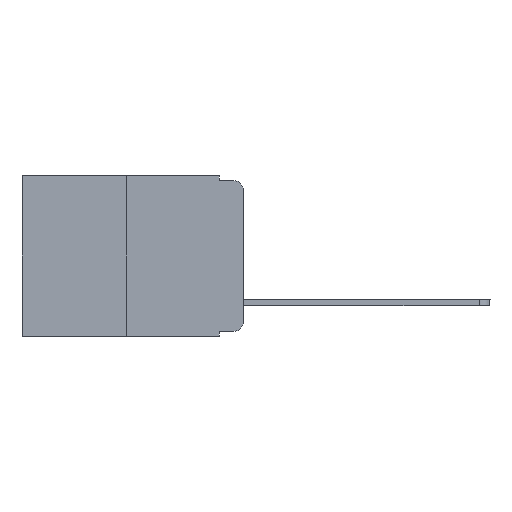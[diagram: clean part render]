
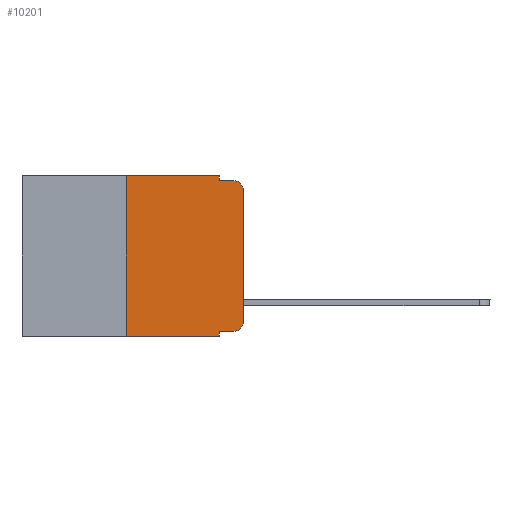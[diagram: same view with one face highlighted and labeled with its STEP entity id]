
A CAD part, left-side view. The second image highlights one B-rep face of the part: STEP entity #10201.
In plain terms, the highlighted planar face has unit normal (-1, 0, 0).
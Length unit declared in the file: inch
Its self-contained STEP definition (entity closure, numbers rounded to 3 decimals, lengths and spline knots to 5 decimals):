
#122 = EDGE_CURVE ( 'NONE', #5418, #8153, #5185, .T. ) ;
#440 = EDGE_CURVE ( 'NONE', #8166, #1232, #15270, .T. ) ;
#542 = DIRECTION ( 'NONE',  ( 0., 0., -1. ) ) ;
#846 = VECTOR ( 'NONE', #542, 39.37008 ) ;
#1232 = VERTEX_POINT ( 'NONE', #13543 ) ;
#1274 = ORIENTED_EDGE ( 'NONE', *, *, #11805, .T. ) ;
#1507 = VECTOR ( 'NONE', #18793, 39.37008 ) ;
#1656 = EDGE_CURVE ( 'NONE', #8153, #8726, #9067, .T. ) ;
#1811 = VERTEX_POINT ( 'NONE', #18753 ) ;
#2218 = DIRECTION ( 'NONE',  ( -1., 0., 0. ) ) ;
#2493 = VECTOR ( 'NONE', #15313, 39.37008 ) ;
#2518 = CARTESIAN_POINT ( 'NONE',  ( 0., 0.051, -0.01 ) ) ;
#2546 = ORIENTED_EDGE ( 'NONE', *, *, #5697, .T. ) ;
#3682 = DIRECTION ( 'NONE',  ( 0., 0., -1. ) ) ;
#4074 = ORIENTED_EDGE ( 'NONE', *, *, #19414, .T. ) ;
#4213 = VECTOR ( 'NONE', #3682, 39.37008 ) ;
#4527 = VECTOR ( 'NONE', #13246, 39.37008 ) ;
#4976 = DIRECTION ( 'NONE',  ( 0., 0., 1. ) ) ;
#5065 = DIRECTION ( 'NONE',  ( -1., 0., 0. ) ) ;
#5185 = LINE ( 'NONE', #11203, #12213 ) ;
#5232 = VECTOR ( 'NONE', #5566, 39.37008 ) ;
#5279 = ORIENTED_EDGE ( 'NONE', *, *, #440, .T. ) ;
#5418 = VERTEX_POINT ( 'NONE', #19055 ) ;
#5431 = CARTESIAN_POINT ( 'NONE',  ( 0., 0.02, -0.333 ) ) ;
#5566 = DIRECTION ( 'NONE',  ( 0., -1., 0. ) ) ;
#5697 = EDGE_CURVE ( 'NONE', #10488, #8166, #14168, .T. ) ;
#6190 = CARTESIAN_POINT ( 'NONE',  ( 0., 0.02, -0.313 ) ) ;
#6684 = VERTEX_POINT ( 'NONE', #9368 ) ;
#6747 = DIRECTION ( 'NONE',  ( 0., 0., 1. ) ) ;
#7215 = CARTESIAN_POINT ( 'NONE',  ( 0., 0.473, -0.343 ) ) ;
#7649 = AXIS2_PLACEMENT_3D ( 'NONE', #15852, #2218, #12391 ) ;
#7662 = CARTESIAN_POINT ( 'NONE',  ( 0., 0.25, 0. ) ) ;
#7838 = CARTESIAN_POINT ( 'NONE',  ( 0., 0., 0. ) ) ;
#8153 = VERTEX_POINT ( 'NONE', #7662 ) ;
#8164 = AXIS2_PLACEMENT_3D ( 'NONE', #6190, #5065, #9145 ) ;
#8166 = VERTEX_POINT ( 'NONE', #19472 ) ;
#8698 = LINE ( 'NONE', #7215, #4527 ) ;
#8703 = ORIENTED_EDGE ( 'NONE', *, *, #1656, .F. ) ;
#8726 = VERTEX_POINT ( 'NONE', #11369 ) ;
#9067 = LINE ( 'NONE', #15014, #2493 ) ;
#9145 = DIRECTION ( 'NONE',  ( 0., 0., -1. ) ) ;
#9300 = CARTESIAN_POINT ( 'NONE',  ( 0., 0.051, -0.343 ) ) ;
#9368 = CARTESIAN_POINT ( 'NONE',  ( 0., 0.051, -0.333 ) ) ;
#9920 = ORIENTED_EDGE ( 'NONE', *, *, #9947, .T. ) ;
#9947 = EDGE_CURVE ( 'NONE', #1232, #15112, #17778, .T. ) ;
#10068 = LINE ( 'NONE', #17605, #1507 ) ;
#10104 = LINE ( 'NONE', #2518, #5232 ) ;
#10201 = ADVANCED_FACE ( 'NONE', ( #18029 ), #13563, .F. ) ;
#10307 = VERTEX_POINT ( 'NONE', #9300 ) ;
#10325 = EDGE_CURVE ( 'NONE', #8726, #1811, #15538, .T. ) ;
#10397 = CARTESIAN_POINT ( 'NONE',  ( 0., 0.473, 0. ) ) ;
#10488 = VERTEX_POINT ( 'NONE', #5431 ) ;
#11188 = CARTESIAN_POINT ( 'NONE',  ( 0., 0.051, 0. ) ) ;
#11203 = CARTESIAN_POINT ( 'NONE',  ( 0., 0.25, 0. ) ) ;
#11369 = CARTESIAN_POINT ( 'NONE',  ( 0., 0.051, 0. ) ) ;
#11601 = ORIENTED_EDGE ( 'NONE', *, *, #14300, .F. ) ;
#11805 = EDGE_CURVE ( 'NONE', #5418, #10307, #8698, .T. ) ;
#12213 = VECTOR ( 'NONE', #6747, 39.37008 ) ;
#12214 = ORIENTED_EDGE ( 'NONE', *, *, #18929, .F. ) ;
#12391 = DIRECTION ( 'NONE',  ( 0., 0., -1. ) ) ;
#13246 = DIRECTION ( 'NONE',  ( 0., -1., 0. ) ) ;
#13543 = CARTESIAN_POINT ( 'NONE',  ( 0., 0., -0.03 ) ) ;
#13563 = PLANE ( 'NONE',  #13668 ) ;
#13668 = AXIS2_PLACEMENT_3D ( 'NONE', #10397, #19521, #19425 ) ;
#13929 = CARTESIAN_POINT ( 'NONE',  ( 0., 0.02, -0.01 ) ) ;
#13975 = ORIENTED_EDGE ( 'NONE', *, *, #122, .F. ) ;
#14064 = LINE ( 'NONE', #11188, #846 ) ;
#14168 = CIRCLE ( 'NONE', #8164, 0.02 ) ;
#14300 = EDGE_CURVE ( 'NONE', #1811, #15112, #10104, .T. ) ;
#15014 = CARTESIAN_POINT ( 'NONE',  ( 0., 0.473, 0. ) ) ;
#15112 = VERTEX_POINT ( 'NONE', #13929 ) ;
#15270 = LINE ( 'NONE', #7838, #17283 ) ;
#15313 = DIRECTION ( 'NONE',  ( 0., -1., 0. ) ) ;
#15538 = LINE ( 'NONE', #15640, #4213 ) ;
#15640 = CARTESIAN_POINT ( 'NONE',  ( 0., 0.051, 0. ) ) ;
#15852 = CARTESIAN_POINT ( 'NONE',  ( 0., 0.02, -0.03 ) ) ;
#17092 = ORIENTED_EDGE ( 'NONE', *, *, #10325, .F. ) ;
#17283 = VECTOR ( 'NONE', #4976, 39.37008 ) ;
#17605 = CARTESIAN_POINT ( 'NONE',  ( 0., 0.051, -0.333 ) ) ;
#17778 = CIRCLE ( 'NONE', #7649, 0.02 ) ;
#18029 = FACE_OUTER_BOUND ( 'NONE', #19230, .T. ) ;
#18753 = CARTESIAN_POINT ( 'NONE',  ( 0., 0.051, -0.01 ) ) ;
#18793 = DIRECTION ( 'NONE',  ( 0., -1., 0. ) ) ;
#18929 = EDGE_CURVE ( 'NONE', #6684, #10307, #14064, .T. ) ;
#19055 = CARTESIAN_POINT ( 'NONE',  ( 0., 0.25, -0.343 ) ) ;
#19230 = EDGE_LOOP ( 'NONE', ( #5279, #9920, #11601, #17092, #8703, #13975, #1274, #12214, #4074, #2546 ) ) ;
#19414 = EDGE_CURVE ( 'NONE', #6684, #10488, #10068, .T. ) ;
#19425 = DIRECTION ( 'NONE',  ( 0., 0., -1. ) ) ;
#19472 = CARTESIAN_POINT ( 'NONE',  ( 0., 0., -0.313 ) ) ;
#19521 = DIRECTION ( 'NONE',  ( 1., 0., 0. ) ) ;
